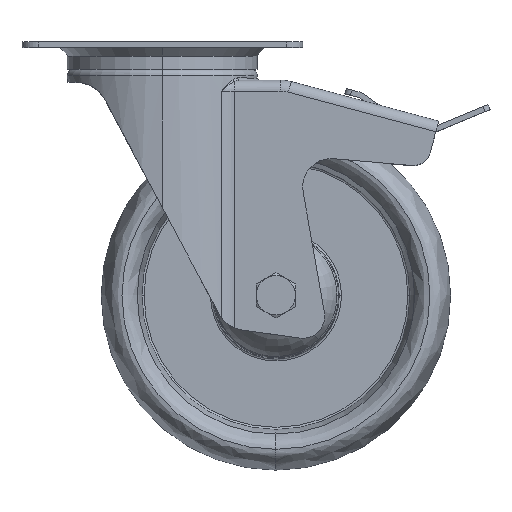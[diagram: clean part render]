
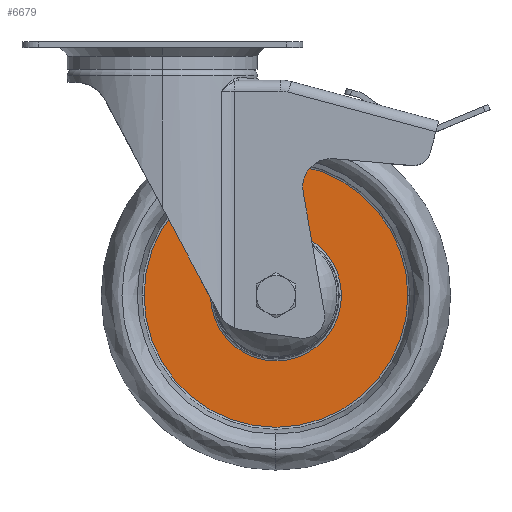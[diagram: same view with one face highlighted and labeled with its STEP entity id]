
A CAD part, top view. The second image highlights one B-rep face of the part: STEP entity #6679.
In plain terms, the highlighted planar face has unit normal (0, 0, 1).
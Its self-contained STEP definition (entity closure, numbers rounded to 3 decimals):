
#48 = CIRCLE ( 'NONE', #17410, 29.997 ) ;
#88 = EDGE_CURVE ( 'NONE', #6112, #11848, #1550, .T. ) ;
#327 = DIRECTION ( 'NONE',  ( -1., 0., 0. ) ) ;
#1271 = VERTEX_POINT ( 'NONE', #9794 ) ;
#1319 = DIRECTION ( 'NONE',  ( 0., 0., -1. ) ) ;
#1550 = CIRCLE ( 'NONE', #11255, 60.391 ) ;
#1585 = DIRECTION ( 'NONE',  ( -1., 0., 0. ) ) ;
#1698 = VERTEX_POINT ( 'NONE', #16309 ) ;
#1731 = CARTESIAN_POINT ( 'NONE',  ( 78.455, -53.652, 4.75 ) ) ;
#2835 = DIRECTION ( 'NONE',  ( -1., 0., 0. ) ) ;
#2840 = EDGE_CURVE ( 'NONE', #11848, #6112, #9581, .T. ) ;
#2978 = ORIENTED_EDGE ( 'NONE', *, *, #17518, .T. ) ;
#3954 = PLANE ( 'NONE',  #10909 ) ;
#4027 = ORIENTED_EDGE ( 'NONE', *, *, #88, .F. ) ;
#4204 = EDGE_CURVE ( 'NONE', #1698, #1271, #48, .T. ) ;
#5728 = AXIS2_PLACEMENT_3D ( 'NONE', #14033, #7075, #327 ) ;
#6112 = VERTEX_POINT ( 'NONE', #1731 ) ;
#6352 = DIRECTION ( 'NONE',  ( 0., 0., -1. ) ) ;
#6679 = ADVANCED_FACE ( 'NONE', ( #16167, #9228 ), #3954, .F. ) ;
#6929 = EDGE_LOOP ( 'NONE', ( #16853, #4027 ) ) ;
#7075 = DIRECTION ( 'NONE',  ( 0., 0., -1. ) ) ;
#9228 = FACE_BOUND ( 'NONE', #14259, .T. ) ;
#9581 = CIRCLE ( 'NONE', #12720, 60.391 ) ;
#9794 = CARTESIAN_POINT ( 'NONE',  ( -11.933, -53.652, 4.75 ) ) ;
#10363 = CARTESIAN_POINT ( 'NONE',  ( 18.064, -53.652, 4.75 ) ) ;
#10909 = AXIS2_PLACEMENT_3D ( 'NONE', #14625, #14797, #17240 ) ;
#11255 = AXIS2_PLACEMENT_3D ( 'NONE', #16404, #15887, #2835 ) ;
#11848 = VERTEX_POINT ( 'NONE', #14617 ) ;
#12121 = CARTESIAN_POINT ( 'NONE',  ( 18.064, -53.652, 4.75 ) ) ;
#12720 = AXIS2_PLACEMENT_3D ( 'NONE', #12121, #1319, #1585 ) ;
#13044 = DIRECTION ( 'NONE',  ( -1., 0., 0. ) ) ;
#13610 = ORIENTED_EDGE ( 'NONE', *, *, #4204, .T. ) ;
#14033 = CARTESIAN_POINT ( 'NONE',  ( 18.064, -53.652, 4.75 ) ) ;
#14259 = EDGE_LOOP ( 'NONE', ( #2978, #13610 ) ) ;
#14514 = CIRCLE ( 'NONE', #5728, 29.997 ) ;
#14617 = CARTESIAN_POINT ( 'NONE',  ( -42.327, -53.652, 4.75 ) ) ;
#14625 = CARTESIAN_POINT ( 'NONE',  ( 18.064, -23.654, 4.75 ) ) ;
#14797 = DIRECTION ( 'NONE',  ( 0., 0., -1. ) ) ;
#15887 = DIRECTION ( 'NONE',  ( 0., 0., -1. ) ) ;
#16167 = FACE_OUTER_BOUND ( 'NONE', #6929, .T. ) ;
#16309 = CARTESIAN_POINT ( 'NONE',  ( 48.062, -53.652, 4.75 ) ) ;
#16404 = CARTESIAN_POINT ( 'NONE',  ( 18.064, -53.652, 4.75 ) ) ;
#16853 = ORIENTED_EDGE ( 'NONE', *, *, #2840, .F. ) ;
#17240 = DIRECTION ( 'NONE',  ( -1., 0., 0. ) ) ;
#17410 = AXIS2_PLACEMENT_3D ( 'NONE', #10363, #6352, #13044 ) ;
#17518 = EDGE_CURVE ( 'NONE', #1271, #1698, #14514, .T. ) ;
